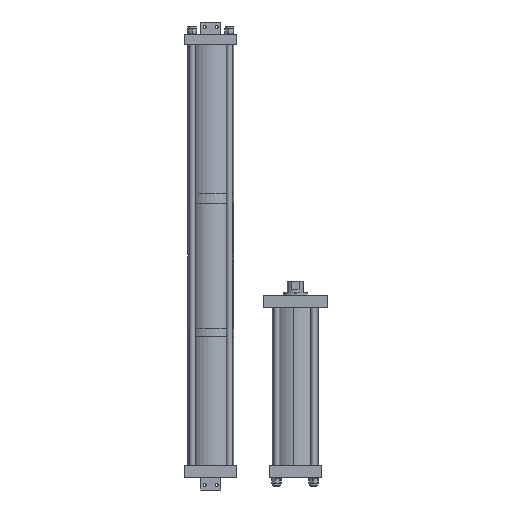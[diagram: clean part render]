
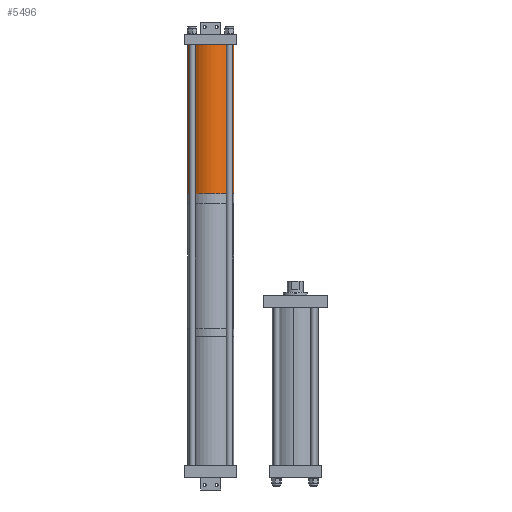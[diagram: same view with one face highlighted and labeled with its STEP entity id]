
A CAD part, front view. The second image highlights one B-rep face of the part: STEP entity #5496.
In plain terms, the highlighted cylindrical face has radius 73.025 mm (diameter 146.05 mm), a partial arc.
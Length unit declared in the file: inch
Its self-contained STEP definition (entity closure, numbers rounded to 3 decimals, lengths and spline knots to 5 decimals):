
#146 = FACE_OUTER_BOUND ( 'NONE', #11057, .T. ) ;
#190 = VERTEX_POINT ( 'NONE', #8965 ) ;
#386 = EDGE_CURVE ( 'NONE', #6836, #190, #8025, .T. ) ;
#456 = VERTEX_POINT ( 'NONE', #1863 ) ;
#711 = CARTESIAN_POINT ( 'NONE',  ( -2.875, 0., 18.626 ) ) ;
#1823 = CYLINDRICAL_SURFACE ( 'NONE', #13367, 2.875 ) ;
#1863 = CARTESIAN_POINT ( 'NONE',  ( 2.875, 0., 18.626 ) ) ;
#1988 = ORIENTED_EDGE ( 'NONE', *, *, #386, .T. ) ;
#2724 = VECTOR ( 'NONE', #15502, 39.37008 ) ;
#2889 = DIRECTION ( 'NONE',  ( 1., 0., 0. ) ) ;
#2904 = CARTESIAN_POINT ( 'NONE',  ( 0., 0., 18.626 ) ) ;
#3649 = EDGE_CURVE ( 'NONE', #456, #190, #10252, .T. ) ;
#3874 = CIRCLE ( 'NONE', #12054, 2.875 ) ;
#5273 = DIRECTION ( 'NONE',  ( 0., 0., -1. ) ) ;
#5496 = ADVANCED_FACE ( 'NONE', ( #146 ), #1823, .T. ) ;
#5504 = DIRECTION ( 'NONE',  ( 1., 0., 0. ) ) ;
#6570 = ORIENTED_EDGE ( 'NONE', *, *, #11400, .T. ) ;
#6659 = VECTOR ( 'NONE', #11295, 39.37008 ) ;
#6661 = CARTESIAN_POINT ( 'NONE',  ( 0., 0., 18.626 ) ) ;
#6836 = VERTEX_POINT ( 'NONE', #11486 ) ;
#6859 = ORIENTED_EDGE ( 'NONE', *, *, #12916, .F. ) ;
#8025 = CIRCLE ( 'NONE', #9814, 2.875 ) ;
#8965 = CARTESIAN_POINT ( 'NONE',  ( 2.875, 0., 0. ) ) ;
#9454 = CARTESIAN_POINT ( 'NONE',  ( -2.875, 0., 18.626 ) ) ;
#9767 = LINE ( 'NONE', #9454, #2724 ) ;
#9814 = AXIS2_PLACEMENT_3D ( 'NONE', #12526, #14959, #2889 ) ;
#10252 = LINE ( 'NONE', #13634, #6659 ) ;
#11057 = EDGE_LOOP ( 'NONE', ( #12852, #6859, #6570, #1988 ) ) ;
#11295 = DIRECTION ( 'NONE',  ( 0., 0., -1. ) ) ;
#11400 = EDGE_CURVE ( 'NONE', #12424, #6836, #9767, .T. ) ;
#11486 = CARTESIAN_POINT ( 'NONE',  ( -2.875, 0., 0. ) ) ;
#12054 = AXIS2_PLACEMENT_3D ( 'NONE', #6661, #13981, #5504 ) ;
#12424 = VERTEX_POINT ( 'NONE', #711 ) ;
#12526 = CARTESIAN_POINT ( 'NONE',  ( 0., 0., 0. ) ) ;
#12852 = ORIENTED_EDGE ( 'NONE', *, *, #3649, .F. ) ;
#12916 = EDGE_CURVE ( 'NONE', #12424, #456, #3874, .T. ) ;
#13367 = AXIS2_PLACEMENT_3D ( 'NONE', #2904, #5273, #14126 ) ;
#13634 = CARTESIAN_POINT ( 'NONE',  ( 2.875, 0., 18.626 ) ) ;
#13981 = DIRECTION ( 'NONE',  ( 0., 0., 1. ) ) ;
#14126 = DIRECTION ( 'NONE',  ( -1., 0., 0. ) ) ;
#14959 = DIRECTION ( 'NONE',  ( 0., 0., 1. ) ) ;
#15502 = DIRECTION ( 'NONE',  ( 0., 0., -1. ) ) ;
